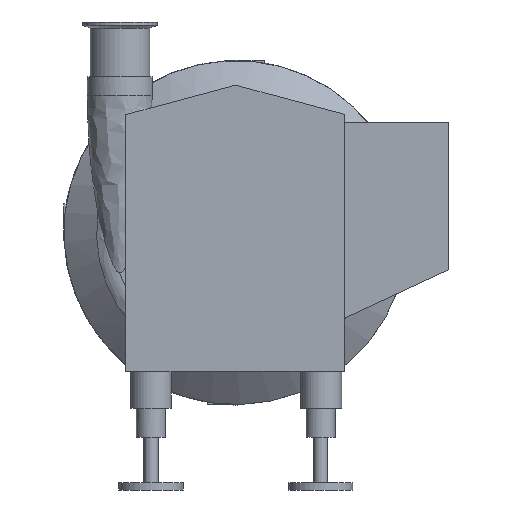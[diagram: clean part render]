
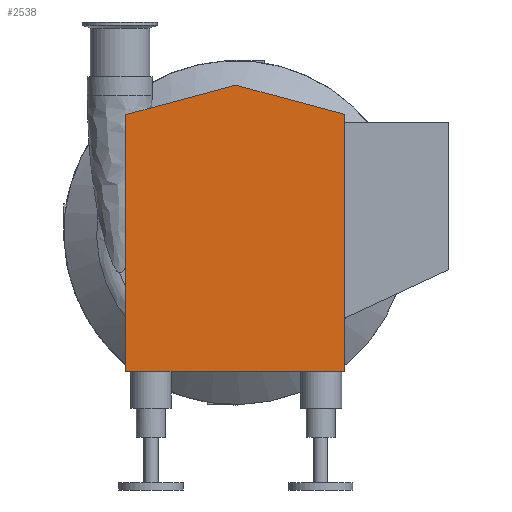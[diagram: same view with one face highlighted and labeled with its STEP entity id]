
A CAD part, left-side view. The second image highlights one B-rep face of the part: STEP entity #2538.
In plain terms, the highlighted planar face has unit normal (-1, 0, 0).
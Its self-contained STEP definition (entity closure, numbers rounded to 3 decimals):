
#87=LINE('',#3840,#313);
#92=LINE('',#3849,#318);
#93=LINE('',#3852,#319);
#94=LINE('',#3854,#320);
#95=LINE('',#3855,#321);
#313=VECTOR('',#3030,10.);
#318=VECTOR('',#3037,10.);
#319=VECTOR('',#3040,10.);
#320=VECTOR('',#3041,10.);
#321=VECTOR('',#3042,10.);
#577=FACE_OUTER_BOUND('',#739,.T.);
#739=EDGE_LOOP('',(#1682,#1683,#1684,#1685,#1686));
#1051=VERTEX_POINT('',#3836);
#1053=VERTEX_POINT('',#3839);
#1056=VERTEX_POINT('',#3846);
#1057=VERTEX_POINT('',#3851);
#1058=VERTEX_POINT('',#3853);
#1296=EDGE_CURVE('',#1053,#1051,#87,.T.);
#1301=EDGE_CURVE('',#1056,#1053,#92,.T.);
#1302=EDGE_CURVE('',#1057,#1051,#93,.T.);
#1303=EDGE_CURVE('',#1058,#1057,#94,.T.);
#1304=EDGE_CURVE('',#1056,#1058,#95,.F.);
#1682=ORIENTED_EDGE('',*,*,#1301,.T.);
#1683=ORIENTED_EDGE('',*,*,#1296,.T.);
#1684=ORIENTED_EDGE('',*,*,#1302,.F.);
#1685=ORIENTED_EDGE('',*,*,#1303,.F.);
#1686=ORIENTED_EDGE('',*,*,#1304,.F.);
#2424=PLANE('',#2729);
#2538=ADVANCED_FACE('',(#577),#2424,.F.);
#2729=AXIS2_PLACEMENT_3D('',#3850,#3038,#3039);
#3030=DIRECTION('',(0.,0.966,-0.259));
#3037=DIRECTION('',(0.,0.966,0.259));
#3038=DIRECTION('center_axis',(1.,0.,0.));
#3039=DIRECTION('ref_axis',(0.,0.,-1.));
#3040=DIRECTION('',(0.,0.,1.));
#3041=DIRECTION('',(0.,1.,0.));
#3042=DIRECTION('',(0.,0.,1.));
#3836=CARTESIAN_POINT('',(-310.5,94.,100.813));
#3839=CARTESIAN_POINT('',(-310.5,0.,126.));
#3840=CARTESIAN_POINT('',(-310.5,16.412,121.602));
#3846=CARTESIAN_POINT('',(-310.5,-93.,101.081));
#3849=CARTESIAN_POINT('',(-310.5,-67.834,107.824));
#3850=CARTESIAN_POINT('Origin',(-310.5,0.,-5.295));
#3851=CARTESIAN_POINT('',(-310.5,94.,-119.));
#3852=CARTESIAN_POINT('',(-310.5,94.,-119.));
#3853=CARTESIAN_POINT('',(-310.5,-93.,-119.));
#3854=CARTESIAN_POINT('',(-310.5,-101.2,-119.));
#3855=CARTESIAN_POINT('',(-310.5,-93.,47.294));
